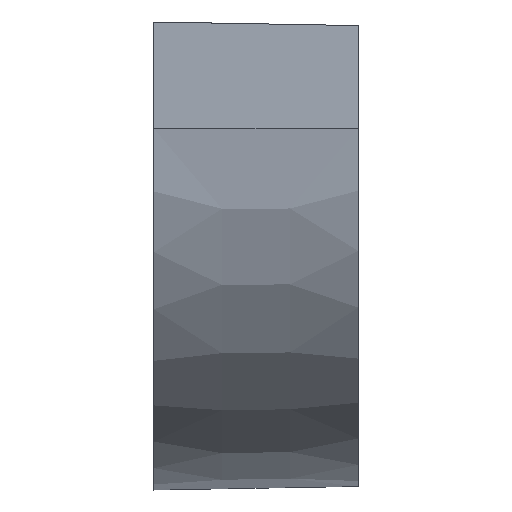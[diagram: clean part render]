
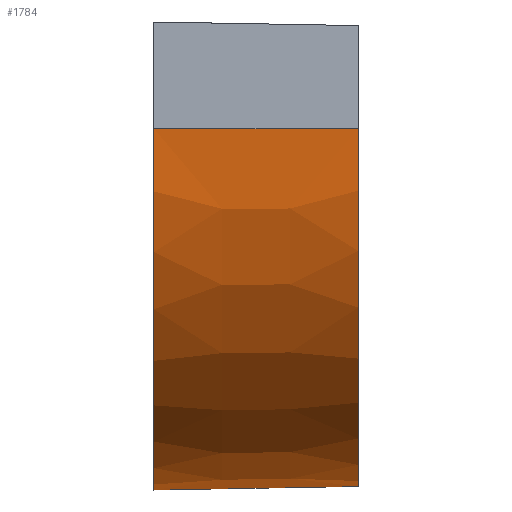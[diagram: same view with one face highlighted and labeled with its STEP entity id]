
A CAD part, left-side view. The second image highlights one B-rep face of the part: STEP entity #1784.
In plain terms, the highlighted conical face has half-angle 1 degrees and reference radius 19.1 mm.
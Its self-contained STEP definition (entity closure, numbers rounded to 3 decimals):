
#1 = DIRECTION ( 'NONE',  ( 0., -1., 0.017 ) ) ;
#137 = VERTEX_POINT ( 'NONE', #3722 ) ;
#583 = FACE_OUTER_BOUND ( 'NONE', #5841, .T. ) ;
#1784 = ADVANCED_FACE ( 'NONE', ( #583 ), #4284, .T. ) ;
#1821 = DIRECTION ( 'NONE',  ( 0., 1., 0. ) ) ;
#1840 = AXIS2_PLACEMENT_3D ( 'NONE', #6625, #1821, #7429 ) ;
#1999 = VERTEX_POINT ( 'NONE', #4744 ) ;
#2168 = CIRCLE ( 'NONE', #1840, 19.29 ) ;
#2271 = EDGE_CURVE ( 'NONE', #3854, #137, #6530, .T. ) ;
#2468 = CARTESIAN_POINT ( 'NONE',  ( 0., -5.45, -5.5 ) ) ;
#2939 = VECTOR ( 'NONE', #5735, 1000. ) ;
#3677 = CARTESIAN_POINT ( 'NONE',  ( 19.1, -5.45, -5.5 ) ) ;
#3693 = VECTOR ( 'NONE', #1, 1000. ) ;
#3722 = CARTESIAN_POINT ( 'NONE',  ( 0., -5.45, -5.5 ) ) ;
#3789 = CARTESIAN_POINT ( 'NONE',  ( 19.1, -5.45, -5.5 ) ) ;
#3854 = VERTEX_POINT ( 'NONE', #7819 ) ;
#4284 = CONICAL_SURFACE ( 'NONE', #6699, 19.1, 0.017 ) ;
#4599 = DIRECTION ( 'NONE',  ( 0., 0., -1. ) ) ;
#4744 = CARTESIAN_POINT ( 'NONE',  ( -0.19, 5.45, -5.5 ) ) ;
#4879 = ORIENTED_EDGE ( 'NONE', *, *, #2271, .T. ) ;
#5203 = VERTEX_POINT ( 'NONE', #9275 ) ;
#5312 = DIRECTION ( 'NONE',  ( 0., 1., 0. ) ) ;
#5735 = DIRECTION ( 'NONE',  ( 0.017, -1., 0. ) ) ;
#5841 = EDGE_LOOP ( 'NONE', ( #4879, #6365, #7889, #7030 ) ) ;
#6365 = ORIENTED_EDGE ( 'NONE', *, *, #8309, .F. ) ;
#6447 = AXIS2_PLACEMENT_3D ( 'NONE', #3789, #9428, #4599 ) ;
#6530 = CIRCLE ( 'NONE', #6447, 19.1 ) ;
#6625 = CARTESIAN_POINT ( 'NONE',  ( 19.1, 5.45, -5.5 ) ) ;
#6699 = AXIS2_PLACEMENT_3D ( 'NONE', #3677, #5312, #10133 ) ;
#7030 = ORIENTED_EDGE ( 'NONE', *, *, #8182, .T. ) ;
#7429 = DIRECTION ( 'NONE',  ( 0., 0., -1. ) ) ;
#7819 = CARTESIAN_POINT ( 'NONE',  ( 19.1, -5.45, -24.6 ) ) ;
#7889 = ORIENTED_EDGE ( 'NONE', *, *, #9894, .F. ) ;
#8182 = EDGE_CURVE ( 'NONE', #5203, #3854, #10136, .T. ) ;
#8309 = EDGE_CURVE ( 'NONE', #1999, #137, #9372, .T. ) ;
#9275 = CARTESIAN_POINT ( 'NONE',  ( 19.1, 5.45, -24.79 ) ) ;
#9372 = LINE ( 'NONE', #2468, #2939 ) ;
#9428 = DIRECTION ( 'NONE',  ( 0., 1., 0. ) ) ;
#9567 = CARTESIAN_POINT ( 'NONE',  ( 19.1, -5.45, -24.6 ) ) ;
#9894 = EDGE_CURVE ( 'NONE', #5203, #1999, #2168, .T. ) ;
#10133 = DIRECTION ( 'NONE',  ( 0., 0., -1. ) ) ;
#10136 = LINE ( 'NONE', #9567, #3693 ) ;
